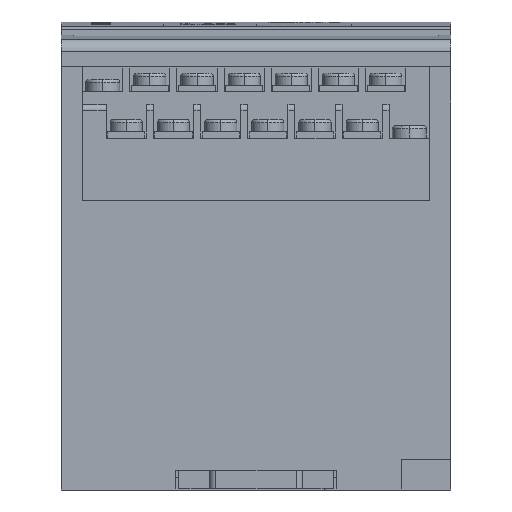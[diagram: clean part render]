
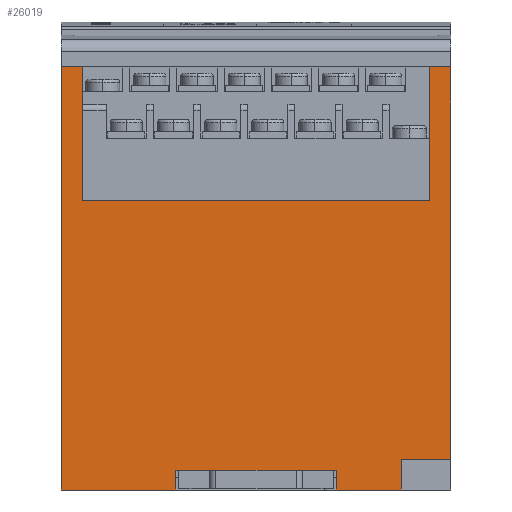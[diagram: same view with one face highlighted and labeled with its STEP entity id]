
A CAD part, front view. The second image highlights one B-rep face of the part: STEP entity #26019.
In plain terms, the highlighted planar face has unit normal (0, -1, 0).
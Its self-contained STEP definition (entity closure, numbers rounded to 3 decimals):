
#40 = ORIENTED_EDGE ( 'NONE', *, *, #56600, .T. ) ;
#403 = CARTESIAN_POINT ( 'NONE',  ( 59.6, 0., -28.768 ) ) ;
#465 = ORIENTED_EDGE ( 'NONE', *, *, #4373, .F. ) ;
#893 = EDGE_CURVE ( 'NONE', #63787, #52420, #4323, .T. ) ;
#1120 = VERTEX_POINT ( 'NONE', #33179 ) ;
#1210 = CARTESIAN_POINT ( 'NONE',  ( 55., 0., -75.6 ) ) ;
#1449 = VECTOR ( 'NONE', #2418, 1000. ) ;
#1693 = VECTOR ( 'NONE', #36614, 1000. ) ;
#2418 = DIRECTION ( 'NONE',  ( 0., 0., -1. ) ) ;
#2666 = CARTESIAN_POINT ( 'NONE',  ( 0., 0., -75.6 ) ) ;
#2682 = VERTEX_POINT ( 'NONE', #55833 ) ;
#3007 = VERTEX_POINT ( 'NONE', #15295 ) ;
#3124 = LINE ( 'NONE', #25203, #19170 ) ;
#3866 = EDGE_CURVE ( 'NONE', #20710, #52420, #22852, .T. ) ;
#4116 = ORIENTED_EDGE ( 'NONE', *, *, #53575, .F. ) ;
#4323 = LINE ( 'NONE', #4737, #45581 ) ;
#4373 = EDGE_CURVE ( 'NONE', #3007, #17805, #28613, .T. ) ;
#4589 = CARTESIAN_POINT ( 'NONE',  ( 3.4, 0., -7.268 ) ) ;
#4737 = CARTESIAN_POINT ( 'NONE',  ( 0., 0., -7.268 ) ) ;
#4992 = ORIENTED_EDGE ( 'NONE', *, *, #55331, .T. ) ;
#5111 = EDGE_CURVE ( 'NONE', #18659, #45598, #36071, .T. ) ;
#5662 = CARTESIAN_POINT ( 'NONE',  ( 55., 0., -70.6 ) ) ;
#7164 = CARTESIAN_POINT ( 'NONE',  ( 3.4, 0., -28.768 ) ) ;
#8171 = FACE_OUTER_BOUND ( 'NONE', #35563, .T. ) ;
#9036 = CARTESIAN_POINT ( 'NONE',  ( 44.5, 0., -33.265 ) ) ;
#9249 = EDGE_CURVE ( 'NONE', #46498, #63787, #3124, .T. ) ;
#9257 = ORIENTED_EDGE ( 'NONE', *, *, #45088, .F. ) ;
#9473 = PLANE ( 'NONE',  #28307 ) ;
#9530 = VECTOR ( 'NONE', #63772, 1000. ) ;
#9976 = LINE ( 'NONE', #9036, #65610 ) ;
#10261 = LINE ( 'NONE', #26547, #64201 ) ;
#10556 = CARTESIAN_POINT ( 'NONE',  ( 63., 0., -75.6 ) ) ;
#11674 = EDGE_CURVE ( 'NONE', #2682, #1120, #10261, .T. ) ;
#11983 = VECTOR ( 'NONE', #69611, 1000. ) ;
#12509 = VECTOR ( 'NONE', #29953, 1000. ) ;
#15241 = CARTESIAN_POINT ( 'NONE',  ( 55., 0., -75.6 ) ) ;
#15295 = CARTESIAN_POINT ( 'NONE',  ( 3.4, 0., -28.768 ) ) ;
#15358 = DIRECTION ( 'NONE',  ( 0., 1., 0. ) ) ;
#15375 = LINE ( 'NONE', #22866, #43982 ) ;
#15796 = LINE ( 'NONE', #40104, #1449 ) ;
#16632 = VERTEX_POINT ( 'NONE', #1210 ) ;
#17001 = DIRECTION ( 'NONE',  ( 1., 0., 0. ) ) ;
#17388 = ORIENTED_EDGE ( 'NONE', *, *, #3866, .F. ) ;
#17454 = LINE ( 'NONE', #403, #26657 ) ;
#17566 = LINE ( 'NONE', #7164, #30151 ) ;
#17805 = VERTEX_POINT ( 'NONE', #32870 ) ;
#18659 = VERTEX_POINT ( 'NONE', #36488 ) ;
#19106 = CARTESIAN_POINT ( 'NONE',  ( 44.5, 0., -75.6 ) ) ;
#19170 = VECTOR ( 'NONE', #30613, 1000. ) ;
#20710 = VERTEX_POINT ( 'NONE', #48855 ) ;
#21781 = VECTOR ( 'NONE', #17001, 1000. ) ;
#22018 = EDGE_CURVE ( 'NONE', #17805, #1120, #17454, .T. ) ;
#22852 = LINE ( 'NONE', #10556, #51508 ) ;
#22866 = CARTESIAN_POINT ( 'NONE',  ( 18.5, 0., -72.4 ) ) ;
#23993 = EDGE_CURVE ( 'NONE', #16632, #18659, #50809, .T. ) ;
#25203 = CARTESIAN_POINT ( 'NONE',  ( 63., 0., -7.268 ) ) ;
#26019 = ADVANCED_FACE ( 'NONE', ( #8171 ), #9473, .F. ) ;
#26547 = CARTESIAN_POINT ( 'NONE',  ( 63., 0., -7.268 ) ) ;
#26657 = VECTOR ( 'NONE', #65892, 1000. ) ;
#27772 = ORIENTED_EDGE ( 'NONE', *, *, #893, .T. ) ;
#28071 = ORIENTED_EDGE ( 'NONE', *, *, #9249, .T. ) ;
#28307 = AXIS2_PLACEMENT_3D ( 'NONE', #69084, #15358, #53034 ) ;
#28613 = LINE ( 'NONE', #41335, #1693 ) ;
#29953 = DIRECTION ( 'NONE',  ( -1., 0., 0. ) ) ;
#30151 = VECTOR ( 'NONE', #39454, 1000. ) ;
#30613 = DIRECTION ( 'NONE',  ( -1., 0., 0. ) ) ;
#31201 = EDGE_CURVE ( 'NONE', #35089, #20710, #15796, .T. ) ;
#32870 = CARTESIAN_POINT ( 'NONE',  ( 59.6, 0., -28.768 ) ) ;
#33179 = CARTESIAN_POINT ( 'NONE',  ( 59.6, 0., -7.268 ) ) ;
#35089 = VERTEX_POINT ( 'NONE', #58769 ) ;
#35563 = EDGE_LOOP ( 'NONE', ( #57421, #62233, #35964, #9257, #39273, #44055, #465, #4992, #28071, #27772, #17388, #55670, #4116, #40 ) ) ;
#35964 = ORIENTED_EDGE ( 'NONE', *, *, #5111, .T. ) ;
#36071 = LINE ( 'NONE', #5662, #21781 ) ;
#36488 = CARTESIAN_POINT ( 'NONE',  ( 55., 0., -70.6 ) ) ;
#36614 = DIRECTION ( 'NONE',  ( 1., 0., 0. ) ) ;
#39273 = ORIENTED_EDGE ( 'NONE', *, *, #11674, .T. ) ;
#39454 = DIRECTION ( 'NONE',  ( 0., 0., 1. ) ) ;
#39490 = LINE ( 'NONE', #56825, #12509 ) ;
#40104 = CARTESIAN_POINT ( 'NONE',  ( 18.5, 0., -33.265 ) ) ;
#41277 = DIRECTION ( 'NONE',  ( 0., 0., -1. ) ) ;
#41335 = CARTESIAN_POINT ( 'NONE',  ( 59.6, 0., -28.768 ) ) ;
#41659 = VERTEX_POINT ( 'NONE', #19106 ) ;
#42399 = DIRECTION ( 'NONE',  ( 0., 0., -1. ) ) ;
#42806 = DIRECTION ( 'NONE',  ( -1., 0., 0. ) ) ;
#43982 = VECTOR ( 'NONE', #60542, 1000. ) ;
#44055 = ORIENTED_EDGE ( 'NONE', *, *, #22018, .F. ) ;
#45088 = EDGE_CURVE ( 'NONE', #2682, #45598, #69349, .T. ) ;
#45581 = VECTOR ( 'NONE', #42399, 1000. ) ;
#45598 = VERTEX_POINT ( 'NONE', #63631 ) ;
#46498 = VERTEX_POINT ( 'NONE', #4589 ) ;
#46537 = VERTEX_POINT ( 'NONE', #68867 ) ;
#48189 = DIRECTION ( 'NONE',  ( -1., 0., 0. ) ) ;
#48855 = CARTESIAN_POINT ( 'NONE',  ( 18.5, 0., -75.6 ) ) ;
#50809 = LINE ( 'NONE', #15241, #9530 ) ;
#51508 = VECTOR ( 'NONE', #42806, 1000. ) ;
#52420 = VERTEX_POINT ( 'NONE', #2666 ) ;
#53034 = DIRECTION ( 'NONE',  ( 0., 0., 1. ) ) ;
#53575 = EDGE_CURVE ( 'NONE', #46537, #35089, #15375, .T. ) ;
#55331 = EDGE_CURVE ( 'NONE', #3007, #46498, #17566, .T. ) ;
#55670 = ORIENTED_EDGE ( 'NONE', *, *, #31201, .F. ) ;
#55833 = CARTESIAN_POINT ( 'NONE',  ( 63., 0., -7.268 ) ) ;
#56600 = EDGE_CURVE ( 'NONE', #46537, #41659, #9976, .T. ) ;
#56825 = CARTESIAN_POINT ( 'NONE',  ( 63., 0., -75.6 ) ) ;
#57421 = ORIENTED_EDGE ( 'NONE', *, *, #67675, .F. ) ;
#58769 = CARTESIAN_POINT ( 'NONE',  ( 18.5, 0., -72.4 ) ) ;
#60542 = DIRECTION ( 'NONE',  ( -1., 0., 0. ) ) ;
#62233 = ORIENTED_EDGE ( 'NONE', *, *, #23993, .T. ) ;
#63631 = CARTESIAN_POINT ( 'NONE',  ( 63., 0., -70.6 ) ) ;
#63772 = DIRECTION ( 'NONE',  ( 0., 0., 1. ) ) ;
#63787 = VERTEX_POINT ( 'NONE', #63971 ) ;
#63971 = CARTESIAN_POINT ( 'NONE',  ( 0., 0., -7.268 ) ) ;
#64179 = CARTESIAN_POINT ( 'NONE',  ( 63., 0., -7.268 ) ) ;
#64201 = VECTOR ( 'NONE', #48189, 1000. ) ;
#65610 = VECTOR ( 'NONE', #41277, 1000. ) ;
#65892 = DIRECTION ( 'NONE',  ( 0., 0., 1. ) ) ;
#67675 = EDGE_CURVE ( 'NONE', #16632, #41659, #39490, .T. ) ;
#68867 = CARTESIAN_POINT ( 'NONE',  ( 44.5, 0., -72.4 ) ) ;
#69084 = CARTESIAN_POINT ( 'NONE',  ( 63., 0., -7.268 ) ) ;
#69349 = LINE ( 'NONE', #64179, #11983 ) ;
#69611 = DIRECTION ( 'NONE',  ( 0., 0., -1. ) ) ;
